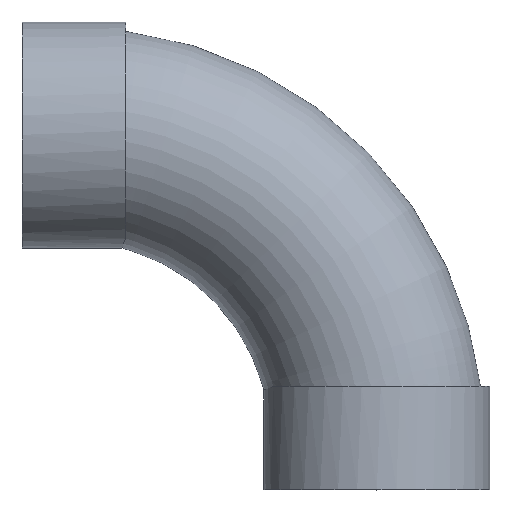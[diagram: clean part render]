
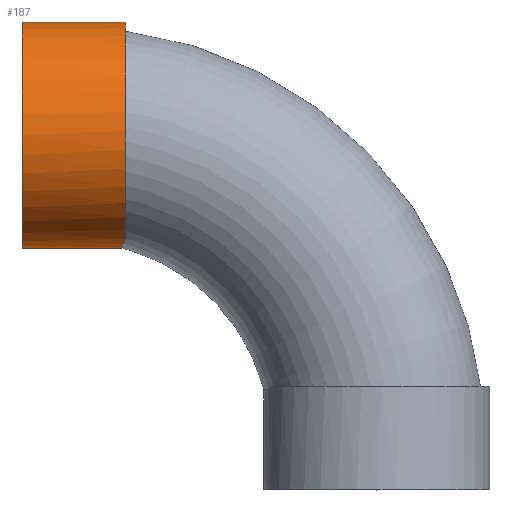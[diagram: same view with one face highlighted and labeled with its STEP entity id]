
A CAD part, top view. The second image highlights one B-rep face of the part: STEP entity #187.
In plain terms, the highlighted cylindrical face has radius 94 mm (diameter 188 mm), a full revolution.
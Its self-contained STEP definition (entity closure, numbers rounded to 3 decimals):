
#25=CIRCLE('',#206,94.);
#26=CIRCLE('',#207,94.);
#31=CYLINDRICAL_SURFACE('',#205,94.);
#37=FACE_BOUND('',#62,.T.);
#45=FACE_OUTER_BOUND('',#61,.T.);
#61=EDGE_LOOP('',(#157));
#62=EDGE_LOOP('',(#158,#159,#160));
#81=B_SPLINE_CURVE_WITH_KNOTS('',3,(#736,#737,#738,#739,#740,#741,#742,
#743,#744,#745,#746,#747,#748,#749,#750,#751),.UNSPECIFIED.,.F.,.F.,(4,
3,3,3,3,4),(-30.13,-30.012,-28.533,-28.195,
-27.849,-27.347),.UNSPECIFIED.);
#84=B_SPLINE_CURVE_WITH_KNOTS('',3,(#963,#964,#965,#966,#967,#968,#969,
#970,#971,#972,#973,#974,#975),.UNSPECIFIED.,.F.,.F.,(4,3,3,3,4),(-32.835,
-31.573,-30.866,-30.328,-30.13),
 .UNSPECIFIED.);
#97=VERTEX_POINT('',#734);
#98=VERTEX_POINT('',#735);
#100=VERTEX_POINT('',#856);
#107=VERTEX_POINT('',#1224);
#117=EDGE_CURVE('',#97,#98,#81,.T.);
#120=EDGE_CURVE('',#100,#97,#84,.T.);
#129=EDGE_CURVE('',#107,#107,#25,.T.);
#130=EDGE_CURVE('',#100,#98,#26,.T.);
#157=ORIENTED_EDGE('',*,*,#129,.F.);
#158=ORIENTED_EDGE('',*,*,#130,.T.);
#159=ORIENTED_EDGE('',*,*,#117,.F.);
#160=ORIENTED_EDGE('',*,*,#120,.F.);
#187=ADVANCED_FACE('',(#45,#37),#31,.T.);
#205=AXIS2_PLACEMENT_3D('',#1223,#235,#236);
#206=AXIS2_PLACEMENT_3D('',#1225,#237,#238);
#207=AXIS2_PLACEMENT_3D('',#1226,#239,#240);
#235=DIRECTION('center_axis',(1.,0.,0.));
#236=DIRECTION('ref_axis',(0.,-1.,0.));
#237=DIRECTION('center_axis',(-1.,0.,0.));
#238=DIRECTION('ref_axis',(0.,-1.,0.));
#239=DIRECTION('center_axis',(-1.,0.,0.));
#240=DIRECTION('ref_axis',(0.,-1.,0.));
#734=CARTESIAN_POINT('',(83.063,-94.,0.));
#735=CARTESIAN_POINT('',(86.,-86.165,-37.572));
#736=CARTESIAN_POINT('Ctrl Pts',(83.063,-94.,0.));
#737=CARTESIAN_POINT('Ctrl Pts',(83.063,-94.,-0.559));
#738=CARTESIAN_POINT('Ctrl Pts',(83.065,-93.996,-1.117));
#739=CARTESIAN_POINT('Ctrl Pts',(83.068,-93.986,-1.675));
#740=CARTESIAN_POINT('Ctrl Pts',(83.112,-93.861,-8.654));
#741=CARTESIAN_POINT('Ctrl Pts',(83.426,-92.959,-15.553));
#742=CARTESIAN_POINT('Ctrl Pts',(84.024,-91.334,-22.232));
#743=CARTESIAN_POINT('Ctrl Pts',(84.16,-90.963,-23.757));
#744=CARTESIAN_POINT('Ctrl Pts',(84.312,-90.553,-25.272));
#745=CARTESIAN_POINT('Ctrl Pts',(84.478,-90.108,-26.77));
#746=CARTESIAN_POINT('Ctrl Pts',(84.649,-89.652,-28.305));
#747=CARTESIAN_POINT('Ctrl Pts',(84.834,-89.161,-29.814));
#748=CARTESIAN_POINT('Ctrl Pts',(85.035,-88.638,-31.296));
#749=CARTESIAN_POINT('Ctrl Pts',(85.325,-87.879,-33.445));
#750=CARTESIAN_POINT('Ctrl Pts',(85.647,-87.052,-35.537));
#751=CARTESIAN_POINT('Ctrl Pts',(86.,-86.165,-37.572));
#856=CARTESIAN_POINT('',(86.,-86.165,37.572));
#963=CARTESIAN_POINT('Ctrl Pts',(86.,-86.165,37.572));
#964=CARTESIAN_POINT('Ctrl Pts',(85.04,-88.577,32.041));
#965=CARTESIAN_POINT('Ctrl Pts',(84.346,-90.449,26.291));
#966=CARTESIAN_POINT('Ctrl Pts',(83.869,-91.755,20.422));
#967=CARTESIAN_POINT('Ctrl Pts',(83.602,-92.487,17.134));
#968=CARTESIAN_POINT('Ctrl Pts',(83.404,-93.042,13.808));
#969=CARTESIAN_POINT('Ctrl Pts',(83.27,-93.416,10.462));
#970=CARTESIAN_POINT('Ctrl Pts',(83.168,-93.702,7.913));
#971=CARTESIAN_POINT('Ctrl Pts',(83.104,-93.883,5.352));
#972=CARTESIAN_POINT('Ctrl Pts',(83.078,-93.959,2.801));
#973=CARTESIAN_POINT('Ctrl Pts',(83.068,-93.987,1.866));
#974=CARTESIAN_POINT('Ctrl Pts',(83.063,-94.,0.932));
#975=CARTESIAN_POINT('Ctrl Pts',(83.063,-94.,0.));
#1223=CARTESIAN_POINT('Origin',(0.,0.,
0.));
#1224=CARTESIAN_POINT('',(0.,94.,0.));
#1225=CARTESIAN_POINT('Origin',(0.,0.,
0.));
#1226=CARTESIAN_POINT('Origin',(86.,0.,0.));
